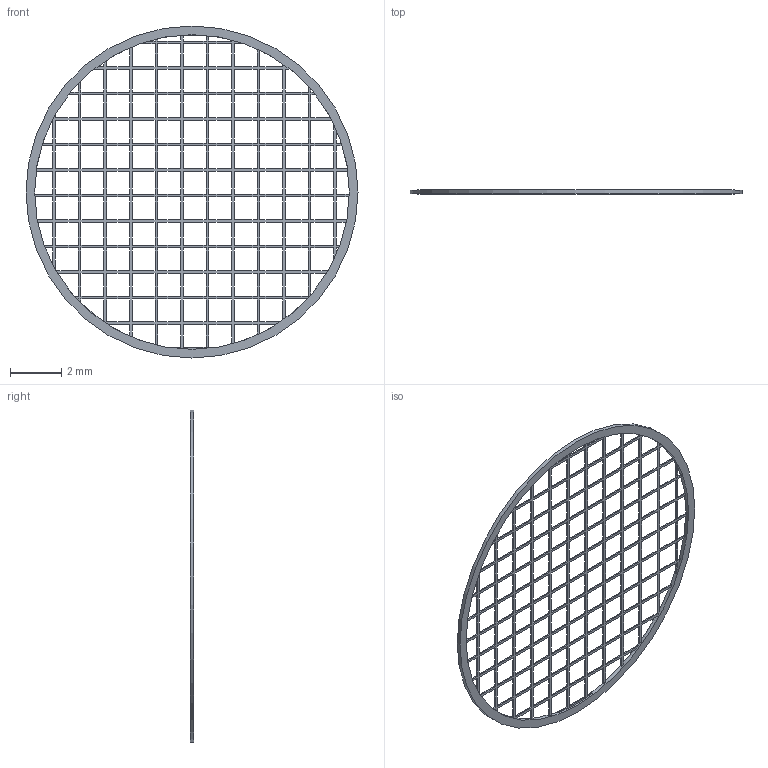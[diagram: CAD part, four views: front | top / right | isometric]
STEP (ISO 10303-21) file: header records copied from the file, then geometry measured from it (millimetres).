
FILE_DESCRIPTION(/* description */ ('STEP AP242','CAx-IF Rec.Pracs.---Representation and Presentation of Product Manufacturing Information (PMI)---4.0---2014-10-13','CAx-IF Rec.Pracs.---3D Tessellated Geometry---0.4---2014-09-14','2;1'),/* implementation_level */ '2;1');
FILE_NAME(/* name */ 'Assembly 1 - HC-04Clone_of_Fusion002 (1)',/* time_stamp */ '2025-01-01T15:34:14Z',/* author */ (''),/* organization */ (''),/* preprocessor_version */ 'ST-DEVELOPER v20',/* originating_system */ 'ONSHAPE BY PTC INC, 1.191',/* authorisation */ ' ');
FILE_SCHEMA (('AP242_MANAGED_MODEL_BASED_3D_ENGINEERING_MIM_LF { 1 0 10303 442 1 1 4 }'));
Length unit declared in the file: millimetre
Products named in the file (1): HC-04Clone_of_Fusion002
Bounding box: 13 x 0.15 x 13 mm (x, y, z)
Volume: 3.2 mm3; surface area: 105.3 mm2
Topology: 1 solids, 1 shells, 528 faces, 1704 edges, 1136 vertices
Faces by surface type: plane 526, cylinder 2
Full cylindrical faces by diameter (mm): 12.32 x1, 13 x1
Entity records: 19020 total; most frequent: ORIENTED_EDGE 3404, CARTESIAN_POINT 3367, DIRECTION 2852, EDGE_CURVE 1702, LINE 1610, VECTOR 1610, VERTEX_POINT 1136, EDGE_LOOP 772
